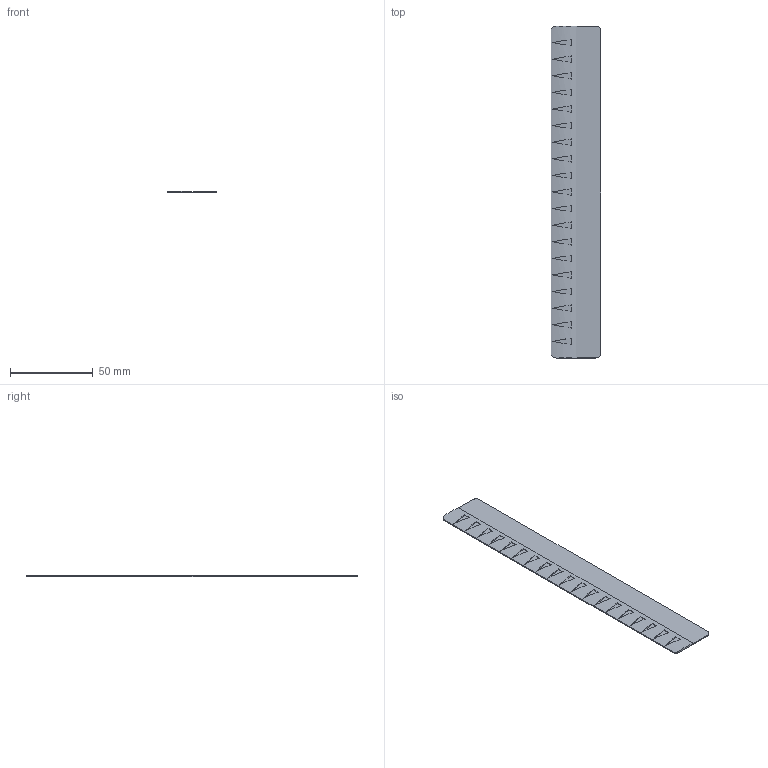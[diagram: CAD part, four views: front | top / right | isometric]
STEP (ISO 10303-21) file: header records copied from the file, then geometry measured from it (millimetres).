
FILE_DESCRIPTION(('FreeCAD Model'),'2;1');
FILE_NAME('Open CASCADE Shape Model','2025-04-06T21:20:59',(''),(''), 'Open CASCADE STEP processor 7.8','FreeCAD','Unknown');
FILE_SCHEMA(('AUTOMOTIVE_DESIGN { 1 0 10303 214 1 1 1 1 }'));
Length unit declared in the file: millimetre
Products named in the file (1): Body
Bounding box: 30 x 200 x 1.2 mm (x, y, z)
Volume: 4577.4 mm3; surface area: 12515.7 mm2
Topology: 1 solids, 1 shells, 87 faces, 198 edges, 132 vertices
Faces by surface type: plane 82, cylinder 5
Entity records: 5285 total; most frequent: CARTESIAN_POINT 1166, DIRECTION 767, LINE 458, VECTOR 458, ORIENTED_EDGE 396, PCURVE 396, DEFINITIONAL_REPRESENTATION 396, EDGE_CURVE 198
